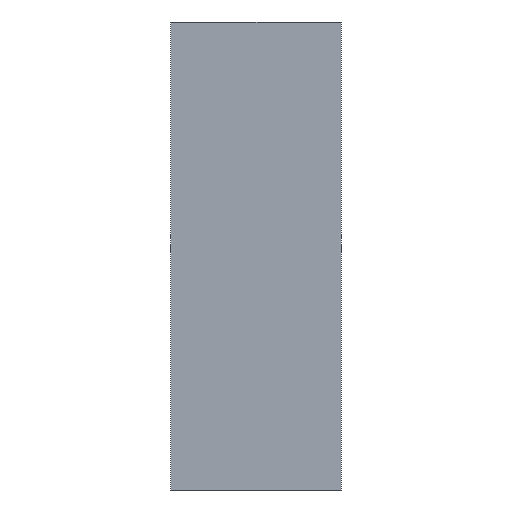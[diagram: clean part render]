
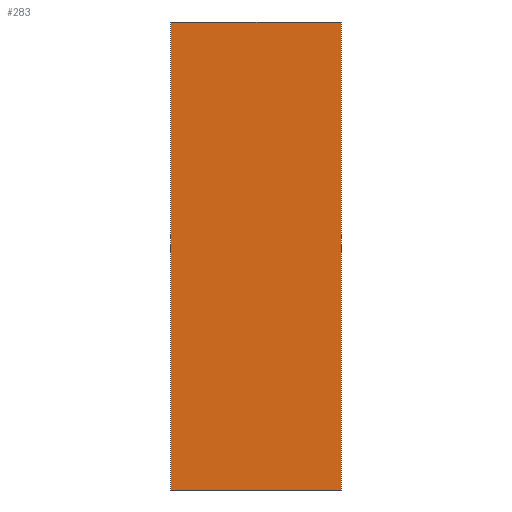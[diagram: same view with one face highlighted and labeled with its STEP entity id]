
A CAD part, left-side view. The second image highlights one B-rep face of the part: STEP entity #283.
In plain terms, the highlighted planar face has unit normal (-1, 0, 0).
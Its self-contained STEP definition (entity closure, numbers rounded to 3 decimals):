
#33=DIRECTION('',(0.,1.,0.));
#34=VECTOR('',#33,0.6);
#35=CARTESIAN_POINT('',(-1.6,-0.3,-0.825));
#36=LINE('',#35,#34);
#37=DIRECTION('',(0.,-1.,0.));
#38=VECTOR('',#37,0.6);
#39=CARTESIAN_POINT('',(-1.6,0.3,0.825));
#40=LINE('',#39,#38);
#97=DIRECTION('',(0.,0.,1.));
#98=VECTOR('',#97,1.65);
#99=CARTESIAN_POINT('',(-1.6,-0.3,-0.825));
#100=LINE('',#99,#98);
#141=DIRECTION('',(0.,0.,1.));
#142=VECTOR('',#141,1.65);
#143=CARTESIAN_POINT('',(-1.6,0.3,-0.825));
#144=LINE('',#143,#142);
#154=CARTESIAN_POINT('',(-1.6,-0.3,-0.825));
#156=VERTEX_POINT('',#154);
#157=CARTESIAN_POINT('',(-1.6,-0.3,0.825));
#158=VERTEX_POINT('',#157);
#170=CARTESIAN_POINT('',(-1.6,0.3,-0.825));
#172=VERTEX_POINT('',#170);
#173=CARTESIAN_POINT('',(-1.6,0.3,0.825));
#174=VERTEX_POINT('',#173);
#269=CARTESIAN_POINT('',(-1.6,-0.25,-0.825));
#270=DIRECTION('',(-1.,0.,0.));
#271=DIRECTION('',(0.,0.,1.));
#272=AXIS2_PLACEMENT_3D('',#269,#270,#271);
#273=PLANE('',#272);
#275=ORIENTED_EDGE('',*,*,#274,.T.);
#277=ORIENTED_EDGE('',*,*,#276,.T.);
#278=ORIENTED_EDGE('',*,*,#245,.T.);
#280=ORIENTED_EDGE('',*,*,#279,.F.);
#281=EDGE_LOOP('',(#275,#277,#278,#280));
#282=FACE_OUTER_BOUND('',#281,.F.);
#245=EDGE_CURVE('',#174,#158,#40,.T.);
#274=EDGE_CURVE('',#156,#172,#36,.T.);
#276=EDGE_CURVE('',#172,#174,#144,.T.);
#279=EDGE_CURVE('',#156,#158,#100,.T.);
#283=ADVANCED_FACE('',(#282),#273,.T.);
